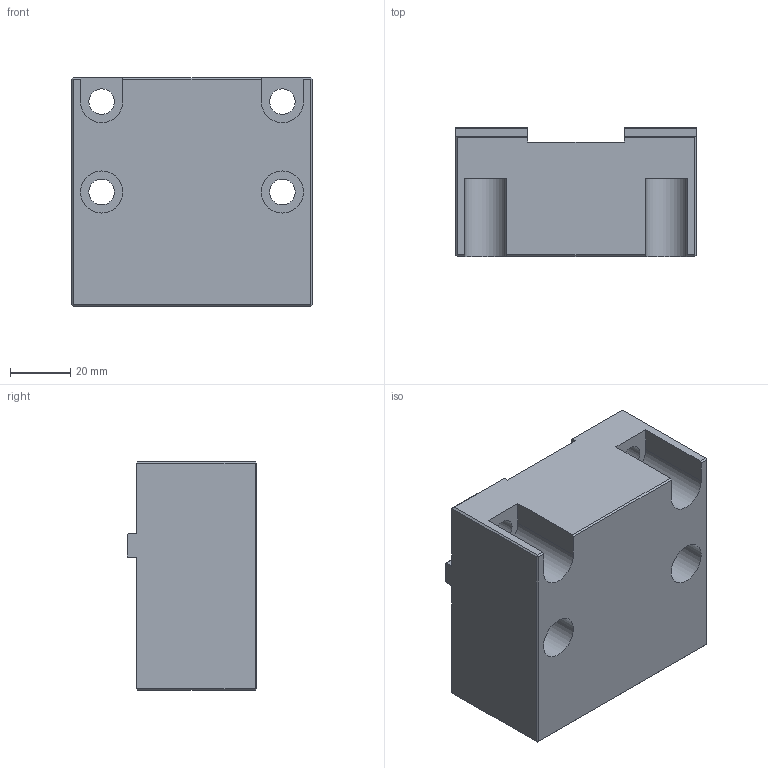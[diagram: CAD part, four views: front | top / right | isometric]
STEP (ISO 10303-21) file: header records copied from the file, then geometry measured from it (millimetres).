
FILE_DESCRIPTION(/* description */ (''),/* implementation_level */ '2;1');
FILE_NAME(/* name */ 'MH-CFB 160.stp',/* time_stamp */ '2019-11-14T16:00:45+01:00',/* author */ ('e.orio2'),/* organization */ (''),/* preprocessor_version */ 'ST-DEVELOPER v17',/* originating_system */ 'Autodesk Inventor 2019',/* authorisation */ '');
FILE_SCHEMA (('AUTOMOTIVE_DESIGN { 1 0 10303 214 3 1 1 }'));
Length unit declared in the file: millimetre
Products named in the file (1): MH-CFB 160
Bounding box: 80 x 43 x 76 mm (x, y, z)
Volume: 218407.8 mm3; surface area: 29598.9 mm2
Topology: 1 solids, 1 shells, 56 faces, 144 edges, 92 vertices
Faces by surface type: plane 48, cylinder 8
Full cylindrical faces by diameter (mm): 8.5 x4, 14 x2
Entity records: 1727 total; most frequent: CARTESIAN_POINT 293, ORIENTED_EDGE 288, DIRECTION 278, EDGE_CURVE 144, LINE 124, VECTOR 124, VERTEX_POINT 92, AXIS2_PLACEMENT_3D 77
